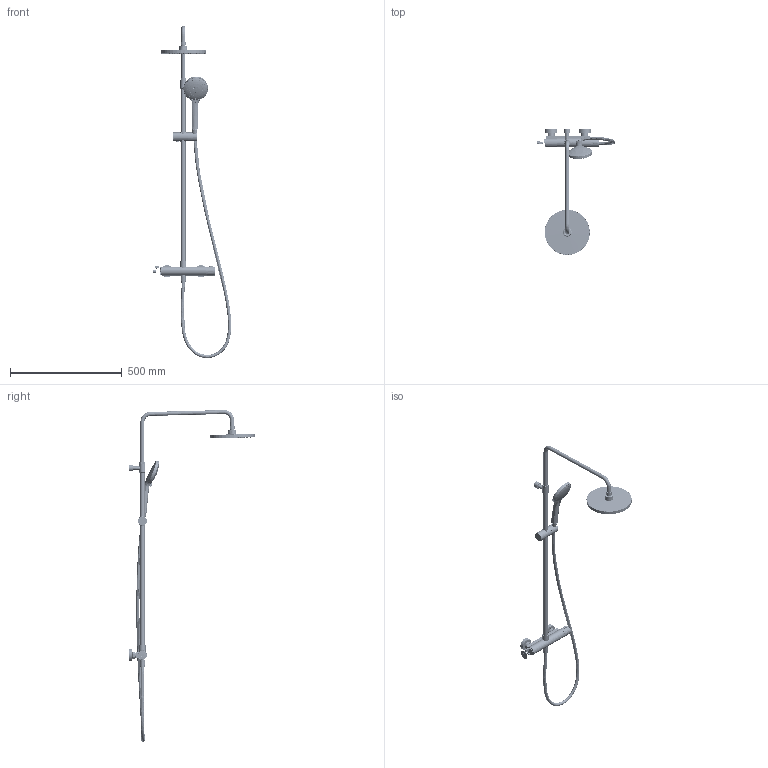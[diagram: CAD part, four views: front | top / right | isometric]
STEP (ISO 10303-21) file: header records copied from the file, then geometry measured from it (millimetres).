
FILE_DESCRIPTION(/* description */ (''),/* implementation_level */ '2;1');
FILE_NAME(/* name */ '3D_TVS000006000.step',/* time_stamp */ '2023-01-16T17:31:46+01:00',/* author */ (''),/* organization */ (''),/* preprocessor_version */ 'ST-DEVELOPER v19.2',/* originating_system */ 'Autodesk Translation Framework v11.17.0.187',/* authorisation */ '');
FILE_SCHEMA (('AUTOMOTIVE_DESIGN { 1 0 10303 214 3 1 1 }'));
Length unit declared in the file: millimetre
Products named in the file (30): (Nicht gespeichert); B36260-001; B30270-003; B36250-005_AF0; B36250-008; B30350-012; C01071-020; B36261-005; C00010-004; B30124-012; B36263-101; M50020-035; B30124-013; B36263-001; H21304; B36263-102; P24804_ASM; P24804-008_ASM; P24800-008; P24804-001; P10202-001; P24804-002; 3D_TVS000008000_Universal_stp; P80300-001; P80300-002; P80300-011_ASM; P80300-005_ASM; P80300-003; P80300-004; B36251-002
Assembly tree (33 placements, depth 5):
  (Nicht gespeichert)
    B36260-001
    B36251-002  x2
    B30270-003  x2
    B36250-005_AF0
    B36250-008  x2
    B30350-012  x2
    C01071-020
    B36261-005
    C00010-004
    B30124-012
    B36263-101
    M50020-035
    B30124-013
    B36263-001
    H21304
    B36263-102
    P24804_ASM
      P24804-008_ASM
        P24800-008
      P24804-001
      P10202-001
      P24804-002
    3D_TVS000008000_Universal_stp
      P80300-001
      P80300-002
      P80300-011_ASM
        P80300-005_ASM
          P80300-003
          P80300-004
Bounding box: 350 x 562.71 x 1483.49 mm (x, y, z)
Volume: 1192257.7 mm3; surface area: 694369.2 mm2
Topology: 42 solids, 48 shells, 3533 faces, 8720 edges, 5766 vertices
Faces by surface type: bspline 973, plane 836, cylinder 735, cone 553, torus 297, sphere 139
Full cylindrical faces by diameter (mm): 2.9 x3, 3.7 x95, 4 x96, 4.9 x95, 5 x3, 5.2 x6, 5.4 x1, 6.2 x6, 6.8 x1, 10 x5, 10.5 x1, 10.75 x1, 11 x2, 11.5 x1, 12 x2, 12.4 x1, 12.5 x2, 12.7 x1, 13 x1, 13.6 x5, 14 x2, 14.2 x6, 15 x2, 16 x4, 16.2 x3, 17 x2, 17.5 x2, 17.7 x2, 18 x4, 18.5 x2
Entity records: 270485 total; most frequent: CARTESIAN_POINT 194802, ORIENTED_EDGE 16174, DIRECTION 14349, EDGE_CURVE 8156, AXIS2_PLACEMENT_3D 6125, VERTEX_POINT 5345, EDGE_LOOP 4469, CIRCLE 3473
